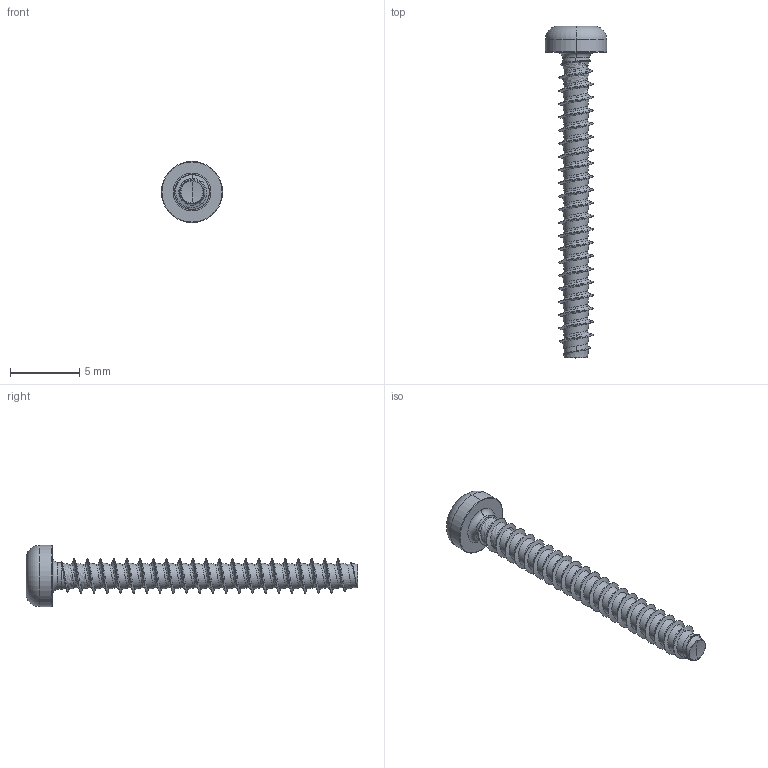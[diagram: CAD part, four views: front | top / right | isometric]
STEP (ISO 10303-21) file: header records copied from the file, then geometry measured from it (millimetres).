
FILE_DESCRIPTION (( 'STEP AP203' ), '1' );
FILE_NAME ('STP390250220.STEP', '2017-08-15T19:21:58', ( '' ), ( '' ), 'SwSTEP 2.0', 'SolidWorks 2015', '' );
FILE_SCHEMA (( 'CONFIG_CONTROL_DESIGN' ));
Length unit declared in the file: millimetre
Products named in the file (1): STP390250220
Bounding box: 4.4 x 23.9 x 4.4 mm (x, y, z)
Volume: 83.6 mm3; surface area: 258 mm2
Topology: 1 solids, 1 shells, 122 faces, 317 edges, 197 vertices
Faces by surface type: cylinder 69, bspline 35, cone 8, torus 6, sphere 2, plane 2
Entity records: 32493 total; most frequent: CARTESIAN_POINT 29939, ORIENTED_EDGE 630, DIRECTION 369, EDGE_CURVE 315, VERTEX_POINT 197, AXIS2_PLACEMENT_3D 144, B_SPLINE_CURVE_WITH_KNOTS 133, EDGE_LOOP 124
